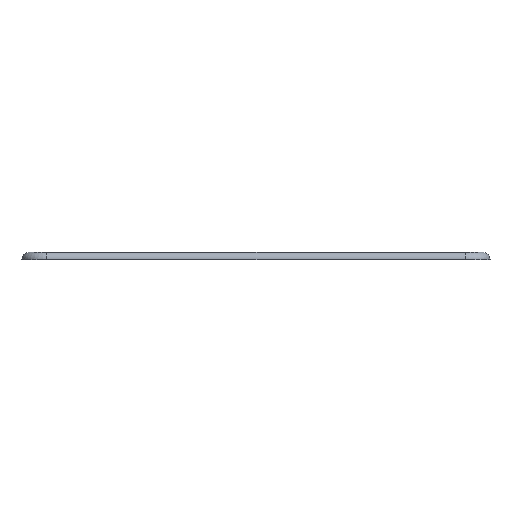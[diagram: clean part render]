
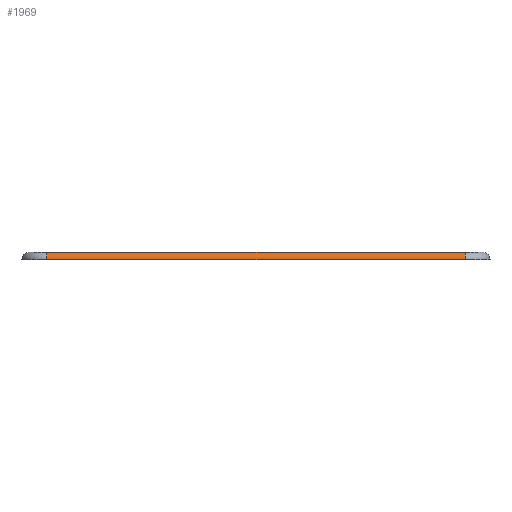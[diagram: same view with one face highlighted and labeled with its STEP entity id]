
A CAD part, front view. The second image highlights one B-rep face of the part: STEP entity #1969.
In plain terms, the highlighted cylindrical face has radius 1.5 mm (diameter 3 mm), a partial arc.
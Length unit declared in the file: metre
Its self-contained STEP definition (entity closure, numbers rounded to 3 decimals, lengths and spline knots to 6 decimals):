
#117=CIRCLE('',#2181,0.0015);
#118=CIRCLE('',#2183,0.0015);
#168=CYLINDRICAL_SURFACE('',#2182,0.0015);
#719=ORIENTED_EDGE('',*,*,#1018,.T.);
#720=ORIENTED_EDGE('',*,*,#1001,.F.);
#721=ORIENTED_EDGE('',*,*,#1019,.F.);
#722=ORIENTED_EDGE('',*,*,#1008,.T.);
#1001=EDGE_CURVE('',#1202,#1203,#1385,.T.);
#1008=EDGE_CURVE('',#1210,#1209,#1389,.T.);
#1018=EDGE_CURVE('',#1209,#1203,#117,.T.);
#1019=EDGE_CURVE('',#1210,#1202,#118,.T.);
#1202=VERTEX_POINT('',#3309);
#1203=VERTEX_POINT('',#3311);
#1209=VERTEX_POINT('',#3324);
#1210=VERTEX_POINT('',#3326);
#1385=LINE('',#3310,#1563);
#1389=LINE('',#3325,#1567);
#1563=VECTOR('',#2723,1.);
#1567=VECTOR('',#2735,1.);
#1696=EDGE_LOOP('',(#719,#720,#721,#722));
#1826=FACE_BOUND('',#1696,.T.);
#1969=ADVANCED_FACE('',(#1826),#168,.T.);
#2181=AXIS2_PLACEMENT_3D('',#3344,#2759,#2760);
#2182=AXIS2_PLACEMENT_3D('',#3345,#2761,#2762);
#2183=AXIS2_PLACEMENT_3D('',#3346,#2763,#2764);
#2723=DIRECTION('',(1.,0.,0.));
#2735=DIRECTION('',(1.,0.,0.));
#2759=DIRECTION('',(-1.,0.,0.));
#2760=DIRECTION('',(0.,0.,1.));
#2761=DIRECTION('',(-1.,0.,0.));
#2762=DIRECTION('',(0.,-1.,0.));
#2763=DIRECTION('',(-1.,0.,0.));
#2764=DIRECTION('',(0.,0.,1.));
#3309=CARTESIAN_POINT('',(-0.040935,-0.04814,0.0015));
#3310=CARTESIAN_POINT('',(0.043465,-0.04814,0.0015));
#3311=CARTESIAN_POINT('',(0.043465,-0.04814,0.0015));
#3324=CARTESIAN_POINT('',(0.043465,-0.04964,0.));
#3325=CARTESIAN_POINT('',(0.001265,-0.04964,0.));
#3326=CARTESIAN_POINT('',(-0.040935,-0.04964,0.));
#3344=CARTESIAN_POINT('',(0.043465,-0.04814,0.));
#3345=CARTESIAN_POINT('',(0.001265,-0.04814,0.));
#3346=CARTESIAN_POINT('',(-0.040935,-0.04814,0.));
